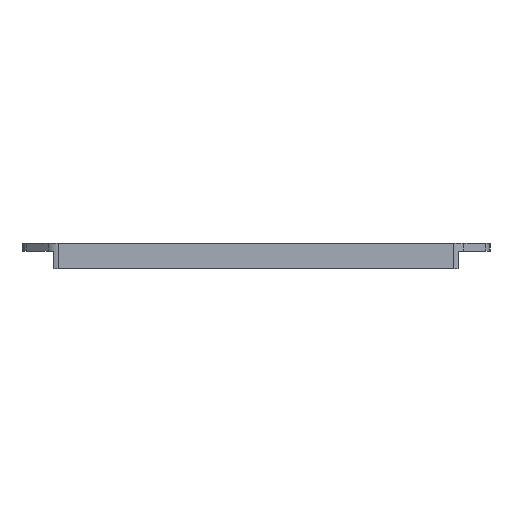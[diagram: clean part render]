
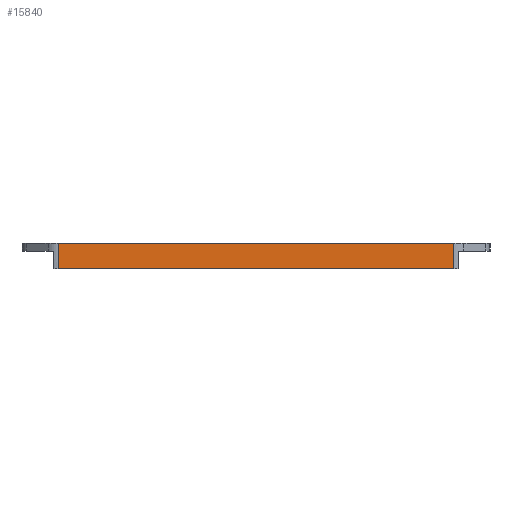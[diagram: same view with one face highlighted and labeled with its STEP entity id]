
A CAD part, left-side view. The second image highlights one B-rep face of the part: STEP entity #15840.
In plain terms, the highlighted planar face has unit normal (-1, 0, 0).
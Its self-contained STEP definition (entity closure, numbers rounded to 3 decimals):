
#1527=FACE_OUTER_BOUND('',#2339,.T.);
#2339=EDGE_LOOP('',(#14073,#14074,#14075,#14076));
#3263=LINE('',#23171,#5121);
#4247=LINE('',#25894,#6105);
#4248=LINE('',#25897,#6106);
#4249=LINE('',#25898,#6107);
#5121=VECTOR('',#18465,10.);
#6105=VECTOR('',#21297,10.);
#6106=VECTOR('',#21300,10.);
#6107=VECTOR('',#21301,10.);
#6821=VERTEX_POINT('',#23168);
#6822=VERTEX_POINT('',#23170);
#7637=VERTEX_POINT('',#25892);
#7638=VERTEX_POINT('',#25896);
#8524=EDGE_CURVE('',#6821,#6822,#3263,.T.);
#9926=EDGE_CURVE('',#6821,#7637,#4247,.T.);
#9927=EDGE_CURVE('',#7638,#7637,#4248,.T.);
#9928=EDGE_CURVE('',#6822,#7638,#4249,.T.);
#14073=ORIENTED_EDGE('',*,*,#9926,.T.);
#14074=ORIENTED_EDGE('',*,*,#9927,.F.);
#14075=ORIENTED_EDGE('',*,*,#9928,.F.);
#14076=ORIENTED_EDGE('',*,*,#8524,.F.);
#15079=PLANE('',#17054);
#15840=ADVANCED_FACE('',(#1527),#15079,.T.);
#17054=AXIS2_PLACEMENT_3D('',#25895,#21298,#21299);
#18465=DIRECTION('',(0.,1.,0.));
#21297=DIRECTION('',(0.,0.,1.));
#21298=DIRECTION('center_axis',(-1.,0.,0.));
#21299=DIRECTION('ref_axis',(0.,-1.,0.));
#21300=DIRECTION('',(0.,-1.,0.));
#21301=DIRECTION('',(0.,0.,1.));
#23168=CARTESIAN_POINT('',(-243.388,1.315,-3.25));
#23170=CARTESIAN_POINT('',(-243.388,75.885,-3.25));
#23171=CARTESIAN_POINT('',(-243.388,1.315,-3.25));
#25892=CARTESIAN_POINT('',(-243.388,1.315,1.5));
#25894=CARTESIAN_POINT('',(-243.388,1.315,0.));
#25895=CARTESIAN_POINT('Origin',(-243.388,75.885,0.));
#25896=CARTESIAN_POINT('',(-243.388,75.885,1.5));
#25897=CARTESIAN_POINT('',(-243.388,1.315,1.5));
#25898=CARTESIAN_POINT('',(-243.388,75.885,0.));
